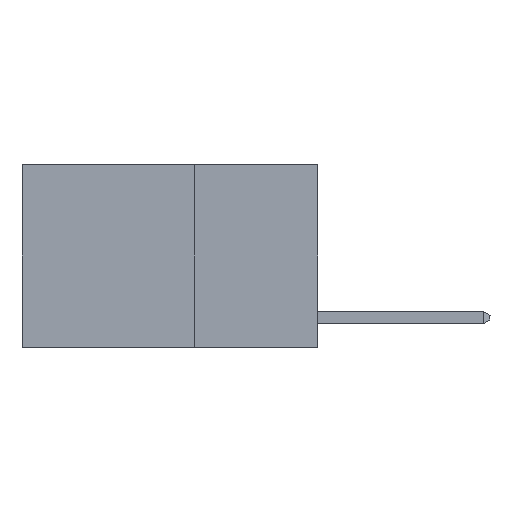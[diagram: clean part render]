
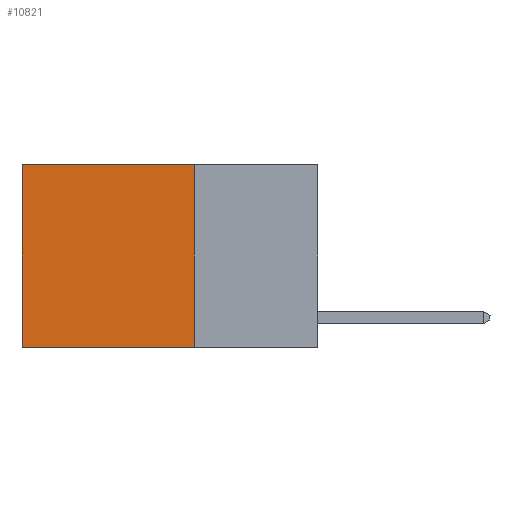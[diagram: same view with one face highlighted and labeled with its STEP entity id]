
A CAD part, left-side view. The second image highlights one B-rep face of the part: STEP entity #10821.
In plain terms, the highlighted planar face has unit normal (-1, 0, 0).
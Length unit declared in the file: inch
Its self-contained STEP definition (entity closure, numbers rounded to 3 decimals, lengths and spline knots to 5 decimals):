
#193 = ORIENTED_EDGE ( 'NONE', *, *, #28499, .F. ) ;
#209 = CARTESIAN_POINT ( 'NONE',  ( 0.2625, 0.25, 0. ) ) ;
#284 = EDGE_LOOP ( 'NONE', ( #5359, #193, #25808, #2670 ) ) ;
#1893 = CARTESIAN_POINT ( 'NONE',  ( 0.2625, 0.6, 0. ) ) ;
#2670 = ORIENTED_EDGE ( 'NONE', *, *, #9949, .T. ) ;
#2783 = AXIS2_PLACEMENT_3D ( 'NONE', #19128, #5759, #21291 ) ;
#3336 = VERTEX_POINT ( 'NONE', #5321 ) ;
#4155 = LINE ( 'NONE', #9578, #14683 ) ;
#4615 = EDGE_CURVE ( 'NONE', #27569, #24096, #27239, .T. ) ;
#5321 = CARTESIAN_POINT ( 'NONE',  ( 0.2625, 0.25, 0. ) ) ;
#5359 = ORIENTED_EDGE ( 'NONE', *, *, #4615, .T. ) ;
#5626 = CARTESIAN_POINT ( 'NONE',  ( 0.2625, 0.25, -0.37 ) ) ;
#5759 = DIRECTION ( 'NONE',  ( 1., 0., 0. ) ) ;
#6173 = VECTOR ( 'NONE', #22961, 39.37008 ) ;
#7296 = DIRECTION ( 'NONE',  ( 0., 1., 0. ) ) ;
#9578 = CARTESIAN_POINT ( 'NONE',  ( 0.2625, 0.25, 0. ) ) ;
#9949 = EDGE_CURVE ( 'NONE', #3336, #27569, #4155, .T. ) ;
#10064 = CARTESIAN_POINT ( 'NONE',  ( 0.2625, 0.6, 0. ) ) ;
#10821 = ADVANCED_FACE ( 'NONE', ( #21488 ), #16948, .F. ) ;
#11404 = VECTOR ( 'NONE', #15871, 39.37008 ) ;
#14683 = VECTOR ( 'NONE', #7296, 39.37008 ) ;
#15753 = VECTOR ( 'NONE', #27536, 39.37008 ) ;
#15871 = DIRECTION ( 'NONE',  ( 0., 0., -1. ) ) ;
#16935 = VERTEX_POINT ( 'NONE', #5626 ) ;
#16948 = PLANE ( 'NONE',  #2783 ) ;
#17341 = LINE ( 'NONE', #209, #11404 ) ;
#18689 = CARTESIAN_POINT ( 'NONE',  ( 0.2625, 0.6, -0.37 ) ) ;
#19128 = CARTESIAN_POINT ( 'NONE',  ( 0.2625, 0.25, 0. ) ) ;
#20811 = CARTESIAN_POINT ( 'NONE',  ( 0.2625, 0.25, -0.37 ) ) ;
#21291 = DIRECTION ( 'NONE',  ( 0., 0., -1. ) ) ;
#21488 = FACE_OUTER_BOUND ( 'NONE', #284, .T. ) ;
#22961 = DIRECTION ( 'NONE',  ( 0., 1., 0. ) ) ;
#23154 = EDGE_CURVE ( 'NONE', #3336, #16935, #17341, .T. ) ;
#23790 = LINE ( 'NONE', #20811, #6173 ) ;
#24096 = VERTEX_POINT ( 'NONE', #18689 ) ;
#25808 = ORIENTED_EDGE ( 'NONE', *, *, #23154, .F. ) ;
#27239 = LINE ( 'NONE', #10064, #15753 ) ;
#27536 = DIRECTION ( 'NONE',  ( 0., 0., -1. ) ) ;
#27569 = VERTEX_POINT ( 'NONE', #1893 ) ;
#28499 = EDGE_CURVE ( 'NONE', #16935, #24096, #23790, .T. ) ;
